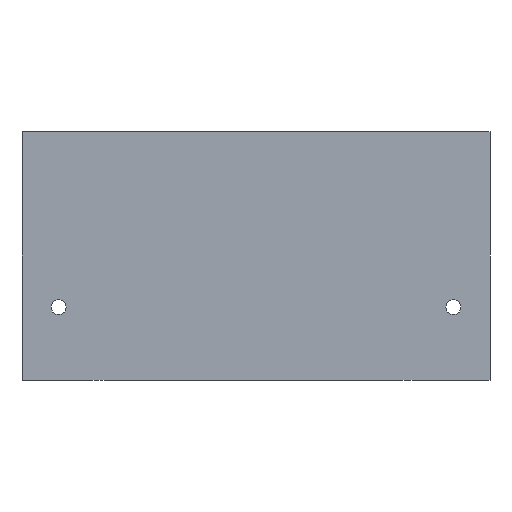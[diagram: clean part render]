
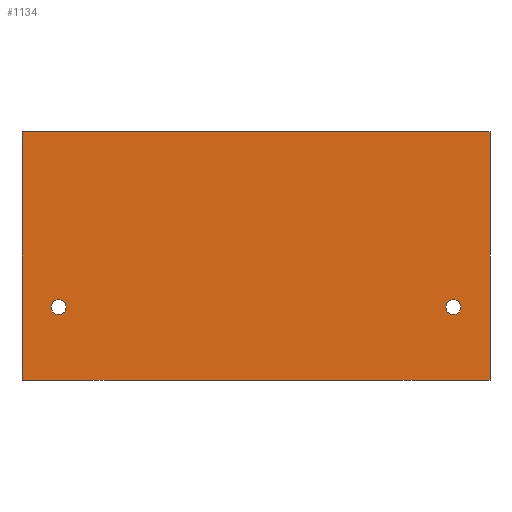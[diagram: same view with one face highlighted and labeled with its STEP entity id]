
A CAD part, left-side view. The second image highlights one B-rep face of the part: STEP entity #1134.
In plain terms, the highlighted planar face has unit normal (-1, 0, 0).
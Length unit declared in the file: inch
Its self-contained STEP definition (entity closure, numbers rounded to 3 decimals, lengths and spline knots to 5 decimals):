
#1=DIRECTION('',(0.,-1.,0.));
#2=VECTOR('',#1,8.);
#3=CARTESIAN_POINT('',(0.,4.,-0.75));
#4=LINE('',#3,#2);
#5=CARTESIAN_POINT('',(0.,3.375,-3.75));
#6=DIRECTION('',(1.,0.,0.));
#7=DIRECTION('',(0.,-1.,0.));
#8=AXIS2_PLACEMENT_3D('',#5,#6,#7);
#10=CARTESIAN_POINT('',(0.,3.375,-3.75));
#11=DIRECTION('',(1.,0.,0.));
#12=DIRECTION('',(0.,1.,0.));
#13=AXIS2_PLACEMENT_3D('',#10,#11,#12);
#15=CARTESIAN_POINT('',(0.,-3.375,-3.75));
#16=DIRECTION('',(-1.,0.,0.));
#17=DIRECTION('',(0.,1.,0.));
#18=AXIS2_PLACEMENT_3D('',#15,#16,#17);
#20=CARTESIAN_POINT('',(0.,-3.375,-3.75));
#21=DIRECTION('',(-1.,0.,0.));
#22=DIRECTION('',(0.,-1.,0.));
#23=AXIS2_PLACEMENT_3D('',#20,#21,#22);
#221=DIRECTION('',(0.,0.,-1.));
#222=VECTOR('',#221,4.25);
#223=CARTESIAN_POINT('',(0.,4.,-0.75));
#224=LINE('',#223,#222);
#319=DIRECTION('',(0.,-1.,0.));
#320=VECTOR('',#319,8.);
#321=CARTESIAN_POINT('',(0.,4.,-5.));
#322=LINE('',#321,#320);
#502=DIRECTION('',(0.,0.,1.));
#503=VECTOR('',#502,4.25);
#504=CARTESIAN_POINT('',(0.,-4.,-5.));
#505=LINE('',#504,#503);
#847=CARTESIAN_POINT('',(0.,4.,-5.));
#848=CARTESIAN_POINT('',(0.,-4.,-5.));
#849=VERTEX_POINT('',#847);
#850=VERTEX_POINT('',#848);
#851=CARTESIAN_POINT('',(0.,4.,-0.75));
#852=CARTESIAN_POINT('',(0.,-4.,-0.75));
#853=VERTEX_POINT('',#851);
#854=VERTEX_POINT('',#852);
#979=CARTESIAN_POINT('',(0.,3.2465,-3.75));
#980=CARTESIAN_POINT('',(0.,3.5035,-3.75));
#981=VERTEX_POINT('',#979);
#982=VERTEX_POINT('',#980);
#987=CARTESIAN_POINT('',(0.,-3.2465,-3.75));
#989=VERTEX_POINT('',#987);
#991=CARTESIAN_POINT('',(0.,-3.5035,-3.75));
#993=VERTEX_POINT('',#991);
#1107=CARTESIAN_POINT('',(0.,0.,0.));
#1108=DIRECTION('',(1.,0.,0.));
#1109=DIRECTION('',(0.,-1.,0.));
#1110=AXIS2_PLACEMENT_3D('',#1107,#1108,#1109);
#1111=PLANE('',#1110);
#1113=ORIENTED_EDGE('',*,*,#1112,.T.);
#1115=ORIENTED_EDGE('',*,*,#1114,.F.);
#1117=ORIENTED_EDGE('',*,*,#1116,.F.);
#1119=ORIENTED_EDGE('',*,*,#1118,.F.);
#1120=EDGE_LOOP('',(#1113,#1115,#1117,#1119));
#1121=FACE_OUTER_BOUND('',#1120,.F.);
#1123=ORIENTED_EDGE('',*,*,#1122,.F.);
#1125=ORIENTED_EDGE('',*,*,#1124,.F.);
#1126=EDGE_LOOP('',(#1123,#1125));
#1127=FACE_BOUND('',#1126,.F.);
#1129=ORIENTED_EDGE('',*,*,#1128,.T.);
#1131=ORIENTED_EDGE('',*,*,#1130,.T.);
#1132=EDGE_LOOP('',(#1129,#1131));
#1133=FACE_BOUND('',#1132,.F.);
#1134=ADVANCED_FACE('',(#1121,#1127,#1133),#1111,.F.);
#9=CIRCLE('',#8,0.1285);
#14=CIRCLE('',#13,0.1285);
#19=CIRCLE('',#18,0.1285);
#24=CIRCLE('',#23,0.1285);
#1112=EDGE_CURVE('',#853,#854,#4,.T.);
#1114=EDGE_CURVE('',#850,#854,#505,.T.);
#1116=EDGE_CURVE('',#849,#850,#322,.T.);
#1118=EDGE_CURVE('',#853,#849,#224,.T.);
#1122=EDGE_CURVE('',#981,#982,#9,.T.);
#1124=EDGE_CURVE('',#982,#981,#14,.T.);
#1128=EDGE_CURVE('',#989,#993,#19,.T.);
#1130=EDGE_CURVE('',#993,#989,#24,.T.);
